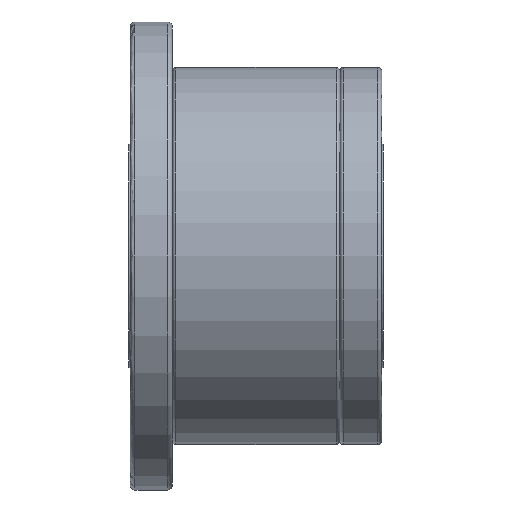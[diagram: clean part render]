
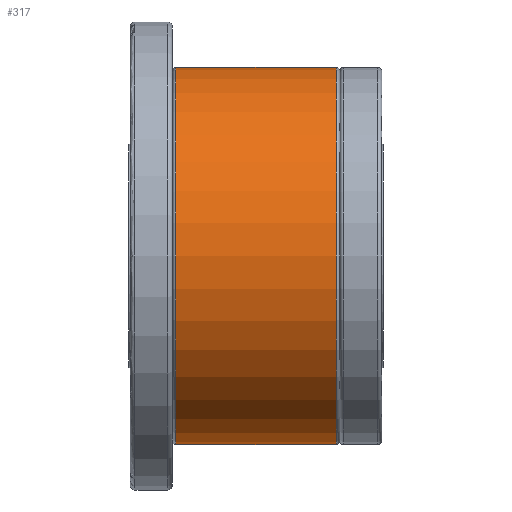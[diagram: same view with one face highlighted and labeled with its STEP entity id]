
A CAD part, front view. The second image highlights one B-rep face of the part: STEP entity #317.
In plain terms, the highlighted cylindrical face has radius 135 mm (diameter 270 mm), a partial arc.
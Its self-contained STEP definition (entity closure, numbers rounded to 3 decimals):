
#317=ADVANCED_FACE('',(#917),#918,.T.);
#917=FACE_OUTER_BOUND('',#1534,.T.);
#918=CYLINDRICAL_SURFACE('',#1535,135.0);
#1534=EDGE_LOOP('',(#3737,#3738,#3739,#3740,#3741,#3742));
#1535=AXIS2_PLACEMENT_3D('',#3743,#3744,#3745);
#3737=ORIENTED_EDGE('',*,*,#3822,.T.);
#3738=ORIENTED_EDGE('',*,*,#4516,.F.);
#3739=ORIENTED_EDGE('',*,*,#4515,.F.);
#3740=ORIENTED_EDGE('',*,*,#3824,.T.);
#3741=ORIENTED_EDGE('',*,*,#4514,.T.);
#3742=ORIENTED_EDGE('',*,*,#4513,.T.);
#3743=CARTESIAN_POINT('',(91.0,0.0,0.0));
#3744=DIRECTION('',(1.0,0.0,0.0));
#3745=DIRECTION('',(0.0,0.0,-1.0));
#3822=EDGE_CURVE('',#4543,#4544,#4545,.T.);
#3824=EDGE_CURVE('',#4548,#4546,#4549,.T.);
#4513=EDGE_CURVE('',#5697,#4543,#5698,.T.);
#4514=EDGE_CURVE('',#4546,#5697,#5699,.T.);
#4515=EDGE_CURVE('',#4548,#5700,#5701,.T.);
#4516=EDGE_CURVE('',#5700,#4544,#5702,.T.);
#4543=VERTEX_POINT('',#5735);
#4544=VERTEX_POINT('',#5736);
#4545=LINE('',#5737,#5738);
#4546=VERTEX_POINT('',#5739);
#4548=VERTEX_POINT('',#5741);
#4549=LINE('',#5742,#5743);
#5697=VERTEX_POINT('',#7588);
#5698=CIRCLE('',#7589,135.0);
#5699=CIRCLE('',#7590,135.0);
#5700=VERTEX_POINT('',#7591);
#5701=CIRCLE('',#7592,135.0);
#5702=CIRCLE('',#7593,135.0);
#5735=CARTESIAN_POINT('',(33.7,0.,-135.0));
#5736=CARTESIAN_POINT('',(148.3,0.,-135.0));
#5737=CARTESIAN_POINT('',(91.0,0.,-135.0));
#5738=VECTOR('',#7626,1.0);
#5739=CARTESIAN_POINT('',(33.7,0.,135.0));
#5741=CARTESIAN_POINT('',(148.3,0.,135.0));
#5742=CARTESIAN_POINT('',(91.0,0.,135.0));
#5743=VECTOR('',#7630,1.0);
#7588=CARTESIAN_POINT('',(33.7,-135.0,0.));
#7589=AXIS2_PLACEMENT_3D('',#8976,#8977,#8978);
#7590=AXIS2_PLACEMENT_3D('',#8979,#8980,#8981);
#7591=CARTESIAN_POINT('',(148.3,-135.0,0.0));
#7592=AXIS2_PLACEMENT_3D('',#8982,#8983,#8984);
#7593=AXIS2_PLACEMENT_3D('',#8985,#8986,#8987);
#7626=DIRECTION('',(1.0,0.0,0.0));
#7630=DIRECTION('',(-1.0,-0.0,-0.0));
#8976=CARTESIAN_POINT('',(33.7,0.,0.));
#8977=DIRECTION('',(1.0,0.0,0.0));
#8978=DIRECTION('',(0.0,0.0,-1.0));
#8979=CARTESIAN_POINT('',(33.7,0.,0.));
#8980=DIRECTION('',(1.0,0.0,0.0));
#8981=DIRECTION('',(0.0,0.0,-1.0));
#8982=CARTESIAN_POINT('',(148.3,0.,0.0));
#8983=DIRECTION('',(1.0,0.0,0.0));
#8984=DIRECTION('',(0.0,0.0,-1.0));
#8985=CARTESIAN_POINT('',(148.3,0.,0.0));
#8986=DIRECTION('',(1.0,0.0,0.0));
#8987=DIRECTION('',(0.0,0.0,-1.0));
